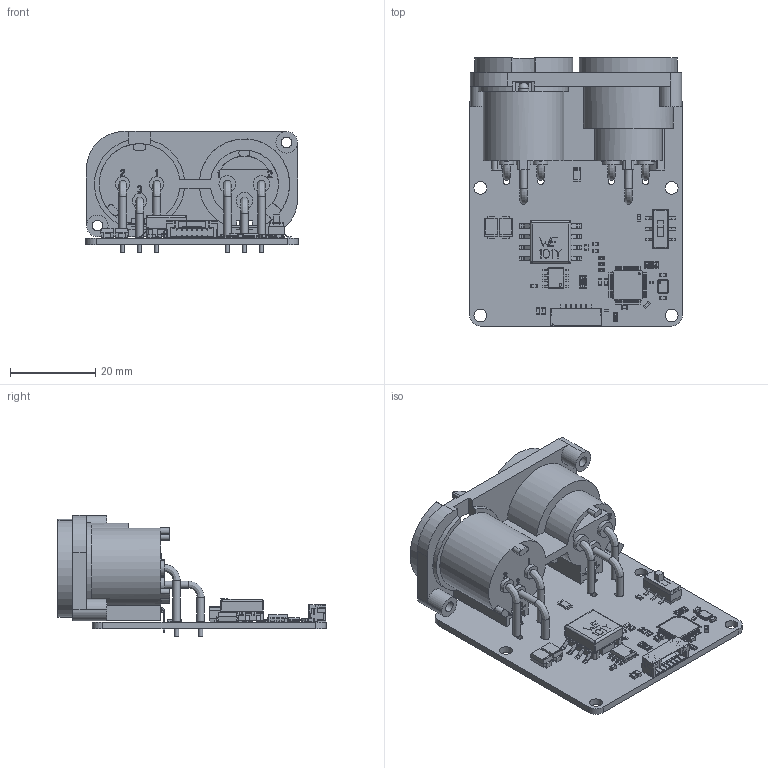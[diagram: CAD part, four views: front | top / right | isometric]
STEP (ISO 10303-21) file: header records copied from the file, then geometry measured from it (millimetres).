
FILE_DESCRIPTION(('FreeCAD Model'),'2;1');
FILE_NAME('dmx-bricklet.step', '2017-11-09T10:58:40',('kicad StepUp'),('ksu MCAD'), 'Open CASCADE STEP processor 6.8','FreeCAD','Unknown');
FILE_SCHEMA(('AUTOMOTIVE_DESIGN_CC2 { 1 2 10303 214 -1 1 5 4 }'));
Length unit declared in the file: millimetre
Products named in the file (32): Pcb; R_4x0603_; 3225_; lqfp48_7x7_p05_; R_4x0603_001; silde_switch_smd_; R_1206_; C_0603_; C_0603_001; C_0603_002; C_0603_003; C_0603_004; C_0603_005; C_0603_006; C_0603_007; C_0603_008; C_0402_; Fusion_; D_0603_red_; D_0603_blue_; DO-214AC_; DO-214AC_001; 744205_; BrickletConn_7pin_; R_0603_; R_0603_001; R_0603_002; R_0603_003; R_0402_; Cut_; soic_8_39x49_p127_; XLR_2x3_
Bounding box: 50 x 63.06 x 28.48 mm (x, y, z)
Volume: 15283.9 mm3; surface area: 20030.4 mm2
Topology: 47 solids, 48 shells, 3757 faces, 10304 edges, 6705 vertices
Faces by surface type: plane 2552, cylinder 766, bspline 410, cone 11, sphere 7, extrusion 6, revolution 4, torus 1
Full cylindrical faces by diameter (mm): 0.5 x1, 0.6 x1, 1 x6, 1.2 x4, 1.5 x8, 1.7 x8, 2.4 x9, 2.5 x2, 3 x4, 3.2 x3, 3.4 x3, 3.95 x6, 5 x3, 20 x2, 23.05 x1
Entity records: 146788 total; most frequent: CARTESIAN_POINT 26133, ORIENTED_EDGE 20572, DIRECTION 17876, EDGE_CURVE 10286, VECTOR 8000, LINE 7994, VERTEX_POINT 6705, AXIS2_PLACEMENT_3D 4936
